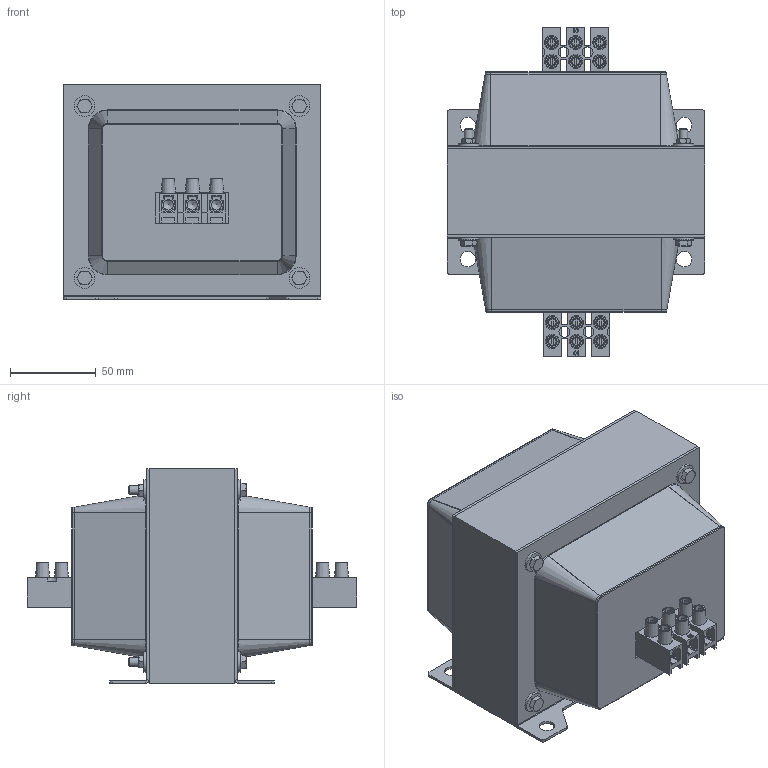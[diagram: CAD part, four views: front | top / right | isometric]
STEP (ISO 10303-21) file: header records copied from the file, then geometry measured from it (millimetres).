
FILE_DESCRIPTION(/* description */ (''),/* implementation_level */ '2;1');
FILE_NAME(/* name */ 'AMDS2215221.stp',/* time_stamp */ '2024-01-11T10:56:40+01:00',/* author */ ('velazquez'),/* organization */ (''),/* preprocessor_version */ 'ST-DEVELOPER v19.2',/* originating_system */ 'Autodesk Inventor 2023',/* authorisation */ '');
FILE_SCHEMA (('AUTOMOTIVE_DESIGN { 1 0 10303 214 3 1 1 }'));
Length unit declared in the file: millimetre
Products named in the file (26): AMDS2215221; centrador M5; DIN 934 - M4; EI150 x 125 - 50 (RC50) Negro; TAPA RC50 VENTANA 3 ELEMENTOS 16 CON FICHAS; 1216 TS 3 elementos; T-1030045-01 (C-A1216); T-1020035-03 (B-1016 TS); T-1010008-02 (T-M4); T-1020035-03 (B-1016 TS)_1; T-1010008-02 (T-M4)_1; T-1010008-02 (T-M4)_2; T-1020035-03 (B-1016 TS)_2; T-1010008-02 (T-M4)_3; T-1010008-02 (T-M4)_4; T-1020035-03 (B-1016 TS)_3; T-1010008-02 (T-M4)_5; T-1010008-02 (T-M4)_6; T-1020035-03 (B-1016 TS)_4; T-1010008-02 (T-M4)_7; T-1010008-02 (T-M4)_8; T-1020035-03 (B-1016 TS)_5; T-1010008-02 (T-M4)_9; T-1010008-02 (T-M4)_10; TAPA RC50 VENTANA 3 ELEMENTOS 16; DIN 933 - M5  x 65
Assembly tree (46 placements, depth 4):
  AMDS2215221
    centrador M5  x8
    DIN 934 - M4  x4
    EI150 x 125 - 50 (RC50) Negro
    TAPA RC50 VENTANA 3 ELEMENTOS 16 CON FICHAS  x2
      1216 TS 3 elementos
        T-1030045-01 (C-A1216)
        T-1020035-03 (B-1016 TS)  x3
        T-1010008-02 (T-M4)  x6
        T-1020035-03 (B-1016 TS)_1
        T-1010008-02 (T-M4)_1
        T-1010008-02 (T-M4)_2
        T-1020035-03 (B-1016 TS)_2
        T-1010008-02 (T-M4)_3
        T-1010008-02 (T-M4)_4
        T-1020035-03 (B-1016 TS)_3
        T-1010008-02 (T-M4)_5
        T-1010008-02 (T-M4)_6
        T-1020035-03 (B-1016 TS)_4
        T-1010008-02 (T-M4)_7
        T-1010008-02 (T-M4)_8
        T-1020035-03 (B-1016 TS)_5
        T-1010008-02 (T-M4)_9
        T-1010008-02 (T-M4)_10
      TAPA RC50 VENTANA 3 ELEMENTOS 16
    DIN 933 - M5  x 65  x4
Bounding box: 150 x 192 x 125 mm (x, y, z)
Volume: 825027 mm3; surface area: 259228.5 mm2
Topology: 51 solids, 51 shells, 2186 faces, 5450 edges, 3566 vertices
Faces by surface type: plane 1484, cylinder 282, bspline 224, cone 136, torus 60
Full cylindrical faces by diameter (mm): 3.242 x16, 4 x12, 4.567 x4, 5 x12, 5.9 x8, 6 x20, 6.3 x4, 6.7 x4, 8 x4, 9 x4, 12 x8
Entity records: 40305 total; most frequent: CARTESIAN_POINT 16618, ORIENTED_EDGE 4810, DIRECTION 4275, EDGE_CURVE 2405, LINE 1805, VECTOR 1805, VERTEX_POINT 1577, AXIS2_PLACEMENT_3D 1235
